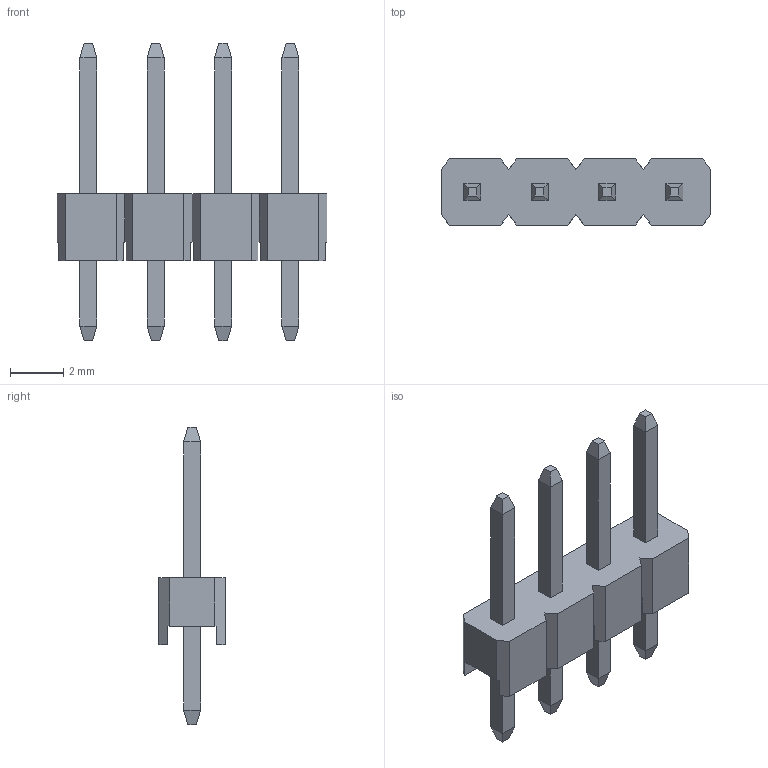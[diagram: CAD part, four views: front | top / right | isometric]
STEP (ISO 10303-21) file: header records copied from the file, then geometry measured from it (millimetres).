
FILE_DESCRIPTION(('FreeCAD Model'),'2;1');
FILE_NAME('pin_header_aw140-eg-g04d.step', '2017-05-24T06:30:28',('kicad StepUp'),('ksu MCAD'), 'Open CASCADE STEP processor 6.8','FreeCAD','Unknown');
FILE_SCHEMA(('AUTOMOTIVE_DESIGN_CC2 { 1 2 10303 214 -1 1 5 4 }'));
Length unit declared in the file: millimetre
Products named in the file (2): ASSEMBLY; pin_header_aw140-eg-g04d
Assembly tree (1 placements, depth 2):
  ASSEMBLY
    pin_header_aw140-eg-g04d
Bounding box: 10.16 x 2.5 x 11.2 mm (x, y, z)
Volume: 63.5 mm3; surface area: 218.2 mm2
Topology: 1 solids, 1 shells, 116 faces, 286 edges, 180 vertices
Faces by surface type: plane 116
Entity records: 4157 total; most frequent: CARTESIAN_POINT 584, ORIENTED_EDGE 572, DIRECTION 522, EDGE_CURVE 286, LINE 286, VECTOR 286, VERTEX_POINT 180, FACE_BOUND 124
